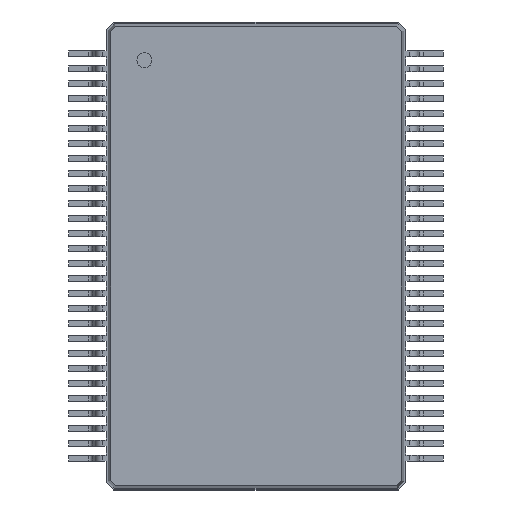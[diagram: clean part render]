
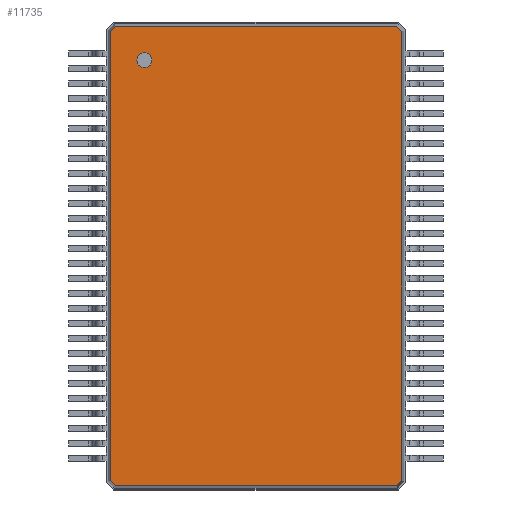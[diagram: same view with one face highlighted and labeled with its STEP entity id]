
A CAD part, top view. The second image highlights one B-rep face of the part: STEP entity #11735.
In plain terms, the highlighted planar face has unit normal (0, 0, 1).
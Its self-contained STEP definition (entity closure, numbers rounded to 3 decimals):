
#27=VECTOR('',#28,1.);
#28=DIRECTION('',(1.,0.,0.));
#51=VECTOR('',#52,1.);
#52=DIRECTION('',(0.707,-0.707,0.));
#58=VECTOR('',#59,1.);
#59=DIRECTION('',(0.,-1.,0.));
#65=VECTOR('',#66,1.);
#66=DIRECTION('',(-0.707,-0.707,0.));
#72=VECTOR('',#73,1.);
#73=DIRECTION('',(-1.,0.,0.));
#79=VECTOR('',#80,1.);
#80=DIRECTION('',(-0.707,0.707,0.));
#86=VECTOR('',#87,1.);
#87=DIRECTION('',(0.,1.,0.));
#91=VECTOR('',#92,1.);
#92=DIRECTION('',(0.707,0.707,0.));
#95=DIRECTION('',(0.,0.,-1.));
#3240=VERTEX_POINT('',#3241);
#3241=CARTESIAN_POINT('',(-3.879,5.989,1.2));
#3244=EDGE_CURVE('',#3245,#3240,#3247,.T.);
#3245=VERTEX_POINT('',#3246);
#3246=CARTESIAN_POINT('',(-3.879,-5.989,1.2));
#3247=LINE('',#3246,#86);
#3258=VERTEX_POINT('',#3259);
#3259=CARTESIAN_POINT('',(-3.739,6.129,1.2));
#3262=EDGE_CURVE('',#3240,#3258,#3263,.T.);
#3263=LINE('',#3241,#91);
#3272=VERTEX_POINT('',#3273);
#3273=CARTESIAN_POINT('',(3.739,6.129,1.2));
#3276=EDGE_CURVE('',#3258,#3272,#3277,.T.);
#3277=LINE('',#3259,#27);
#3286=VERTEX_POINT('',#3287);
#3287=CARTESIAN_POINT('',(3.879,5.989,1.2));
#3290=EDGE_CURVE('',#3272,#3286,#3291,.T.);
#3291=LINE('',#3273,#51);
#3524=VERTEX_POINT('',#3525);
#3525=CARTESIAN_POINT('',(3.879,-5.989,1.2));
#3528=EDGE_CURVE('',#3286,#3524,#3529,.T.);
#3529=LINE('',#3287,#58);
#11735=ADVANCED_FACE('',(#11736,#11756),#11766,.F.);
#11736=FACE_BOUND('',#11737,.F.);
#11737=EDGE_LOOP('',(#11738,#11739,#11740,#11741,#11746,#11751,#11754,#11755));
#11738=ORIENTED_EDGE('',*,*,#3276,.T.);
#11739=ORIENTED_EDGE('',*,*,#3290,.T.);
#11740=ORIENTED_EDGE('',*,*,#3528,.T.);
#11741=ORIENTED_EDGE('',*,*,#11742,.T.);
#11742=EDGE_CURVE('',#3524,#11743,#11745,.T.);
#11743=VERTEX_POINT('',#11744);
#11744=CARTESIAN_POINT('',(3.739,-6.129,1.2));
#11745=LINE('',#3525,#65);
#11746=ORIENTED_EDGE('',*,*,#11747,.T.);
#11747=EDGE_CURVE('',#11743,#11748,#11750,.T.);
#11748=VERTEX_POINT('',#11749);
#11749=CARTESIAN_POINT('',(-3.739,-6.129,1.2));
#11750=LINE('',#11744,#72);
#11751=ORIENTED_EDGE('',*,*,#11752,.T.);
#11752=EDGE_CURVE('',#11748,#3245,#11753,.T.);
#11753=LINE('',#11749,#79);
#11754=ORIENTED_EDGE('',*,*,#3244,.T.);
#11755=ORIENTED_EDGE('',*,*,#3262,.T.);
#11756=FACE_BOUND('',#11757,.F.);
#11757=EDGE_LOOP('',(#11758));
#11758=ORIENTED_EDGE('',*,*,#11759,.F.);
#11759=EDGE_CURVE('',#11760,#11760,#11762,.T.);
#11760=VERTEX_POINT('',#11761);
#11761=CARTESIAN_POINT('',(-2.979,5.029,1.2));
#11762=CIRCLE('',#11763,0.2);
#11763=AXIS2_PLACEMENT_3D('',#11764,#11765,#59);
#11764=CARTESIAN_POINT('',(-2.979,5.229,1.2));
#11765=DIRECTION('',(0.,-0.,-1.));
#11766=PLANE('',#11767);
#11767=AXIS2_PLACEMENT_3D('',#3259,#95,#11768);
#11768=DIRECTION('',(0.521,-0.854,0.));
